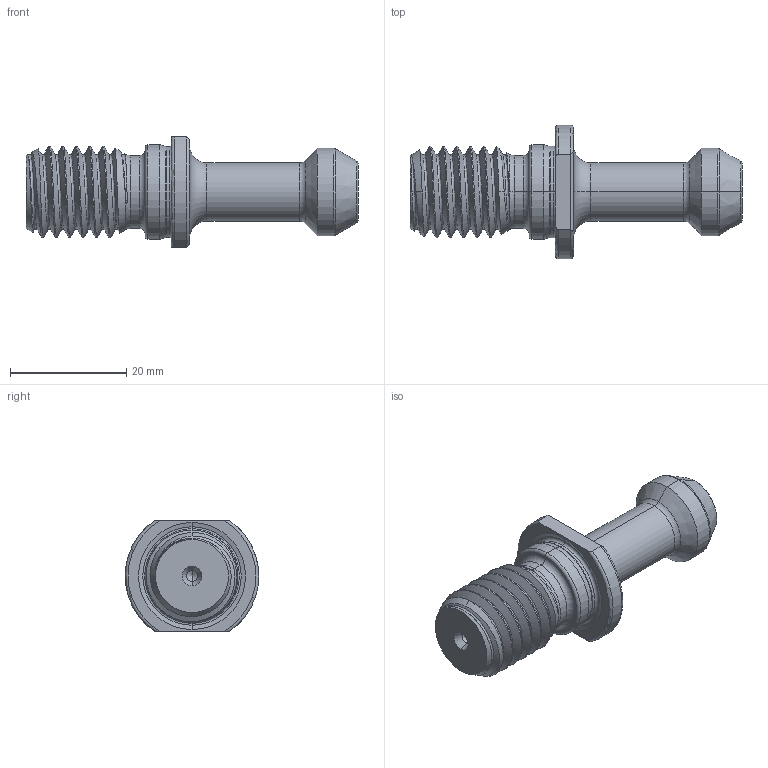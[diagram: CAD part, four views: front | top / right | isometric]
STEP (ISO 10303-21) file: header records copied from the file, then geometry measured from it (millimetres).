
FILE_DESCRIPTION (( 'STEP AP214' ), '1' );
FILE_NAME ('4005TRK-MF.STEP', '2022-03-17T02:33:42', ( '' ), ( '' ), 'SwSTEP 2.0', 'SolidWorks 2021', '' );
FILE_SCHEMA (( 'AUTOMOTIVE_DESIGN' ));
Length unit declared in the file: millimetre
Products named in the file (1): 4005TRK-MF
Bounding box: 57.15 x 23 x 19 mm (x, y, z)
Volume: 8116.8 mm3; surface area: 3645.1 mm2
Topology: 1 solids, 1 shells, 86 faces, 198 edges, 115 vertices
Faces by surface type: cylinder 28, cone 24, torus 22, plane 9, bspline 3
Entity records: 5557 total; most frequent: CARTESIAN_POINT 2730, DIRECTION 398, ORIENTED_EDGE 388, EDGE_CURVE 194, AXIS2_PLACEMENT_3D 170, VERTEX_POINT 115, EDGE_LOOP 91, UNCERTAINTY_MEASURE_WITH_UNIT 89
